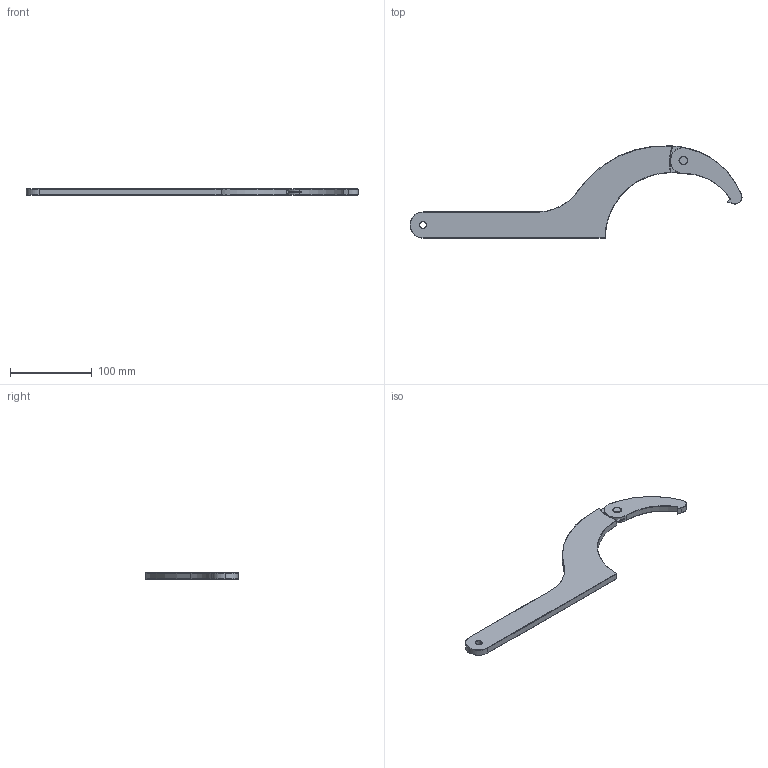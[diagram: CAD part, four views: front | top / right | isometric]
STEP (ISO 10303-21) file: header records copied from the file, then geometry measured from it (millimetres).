
FILE_DESCRIPTION (( 'STEP AP203' ), '1' );
FILE_NAME ('3D-M8028_DN25_-DN100_174912020.STEP', '2024-09-15T13:36:23', ( '' ), ( '' ), 'SwSTEP 2.0', 'SolidWorks 2024', '' );
FILE_SCHEMA (( 'CONFIG_CONTROL_DESIGN' ));
Length unit declared in the file: millimetre
Products named in the file (1): 3D-M8028_DN25_-DN100_174912020
Bounding box: 405.95 x 112.75 x 9 mm (x, y, z)
Volume: 123074.6 mm3; surface area: 41549.2 mm2
Topology: 3 solids, 3 shells, 124 faces, 274 edges, 155 vertices
Faces by surface type: torus 50, cylinder 45, plane 14, sphere 11, bspline 4
Entity records: 3596 total; most frequent: DIRECTION 705, CARTESIAN_POINT 677, ORIENTED_EDGE 542, AXIS2_PLACEMENT_3D 323, EDGE_CURVE 271, CIRCLE 202, VERTEX_POINT 155, EDGE_LOOP 132
